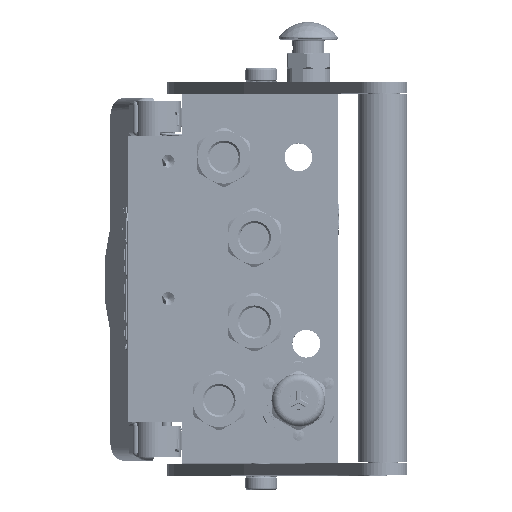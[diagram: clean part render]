
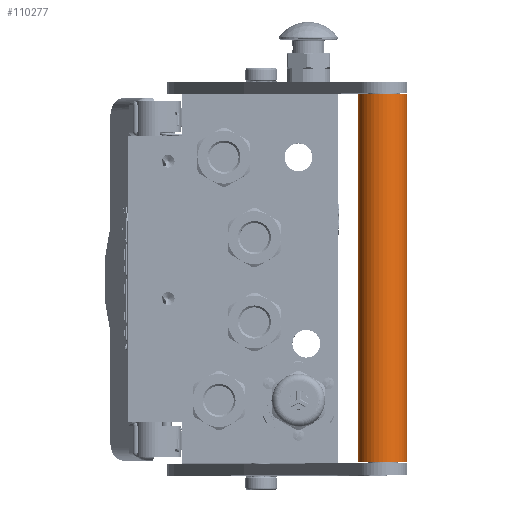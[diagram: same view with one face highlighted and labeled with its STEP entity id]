
A CAD part, top view. The second image highlights one B-rep face of the part: STEP entity #110277.
In plain terms, the highlighted cylindrical face has radius 12.5 mm (diameter 25 mm), a partial arc.
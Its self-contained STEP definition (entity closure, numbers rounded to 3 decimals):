
#3028 = DIRECTION ( 'NONE',  ( -1., 0., 0. ) ) ;
#3774 = DIRECTION ( 'NONE',  ( 0., 0., 1. ) ) ;
#5939 = CARTESIAN_POINT ( 'NONE',  ( 4.5, 0., 12.5 ) ) ;
#14472 = DIRECTION ( 'NONE',  ( -1., 0., 0. ) ) ;
#15247 = ORIENTED_EDGE ( 'NONE', *, *, #105176, .F. ) ;
#18130 = CARTESIAN_POINT ( 'NONE',  ( 4.5, 0., 0. ) ) ;
#25866 = CARTESIAN_POINT ( 'NONE',  ( 4.5, 0., -12.5 ) ) ;
#28578 = FACE_OUTER_BOUND ( 'NONE', #51636, .T. ) ;
#32385 = DIRECTION ( 'NONE',  ( -1., 0., 0. ) ) ;
#34687 = CIRCLE ( 'NONE', #127848, 12.5 ) ;
#38203 = LINE ( 'NONE', #91657, #76333 ) ;
#50779 = LINE ( 'NONE', #168607, #136504 ) ;
#51636 = EDGE_LOOP ( 'NONE', ( #58232, #15247, #129038, #95658 ) ) ;
#53432 = AXIS2_PLACEMENT_3D ( 'NONE', #121157, #136403, #151672 ) ;
#56947 = VERTEX_POINT ( 'NONE', #76968 ) ;
#58232 = ORIENTED_EDGE ( 'NONE', *, *, #80179, .T. ) ;
#62672 = DIRECTION ( 'NONE',  ( 1., 0., 0. ) ) ;
#76333 = VECTOR ( 'NONE', #14472, 1000. ) ;
#76968 = CARTESIAN_POINT ( 'NONE',  ( 192., 0., 12.5 ) ) ;
#80179 = EDGE_CURVE ( 'NONE', #95103, #154992, #34687, .T. ) ;
#91657 = CARTESIAN_POINT ( 'NONE',  ( 192., 0., -12.5 ) ) ;
#95103 = VERTEX_POINT ( 'NONE', #25866 ) ;
#95387 = CARTESIAN_POINT ( 'NONE',  ( 192., 0., -12.5 ) ) ;
#95658 = ORIENTED_EDGE ( 'NONE', *, *, #158217, .T. ) ;
#105176 = EDGE_CURVE ( 'NONE', #56947, #154992, #50779, .T. ) ;
#110277 = ADVANCED_FACE ( 'NONE', ( #28578 ), #116608, .T. ) ;
#115776 = VERTEX_POINT ( 'NONE', #95387 ) ;
#116608 = CYLINDRICAL_SURFACE ( 'NONE', #151983, 12.5 ) ;
#121157 = CARTESIAN_POINT ( 'NONE',  ( 192., 0., 0. ) ) ;
#127848 = AXIS2_PLACEMENT_3D ( 'NONE', #18130, #62672, #155093 ) ;
#129038 = ORIENTED_EDGE ( 'NONE', *, *, #157574, .F. ) ;
#136403 = DIRECTION ( 'NONE',  ( 1., 0., 0. ) ) ;
#136504 = VECTOR ( 'NONE', #3028, 1000. ) ;
#151672 = DIRECTION ( 'NONE',  ( 0., 0., -1. ) ) ;
#151983 = AXIS2_PLACEMENT_3D ( 'NONE', #185247, #32385, #3774 ) ;
#154992 = VERTEX_POINT ( 'NONE', #5939 ) ;
#155093 = DIRECTION ( 'NONE',  ( 0., 0., -1. ) ) ;
#157574 = EDGE_CURVE ( 'NONE', #115776, #56947, #190734, .T. ) ;
#158217 = EDGE_CURVE ( 'NONE', #115776, #95103, #38203, .T. ) ;
#168607 = CARTESIAN_POINT ( 'NONE',  ( 192., 0., 12.5 ) ) ;
#185247 = CARTESIAN_POINT ( 'NONE',  ( -9.825, 0., 0. ) ) ;
#190734 = CIRCLE ( 'NONE', #53432, 12.5 ) ;
